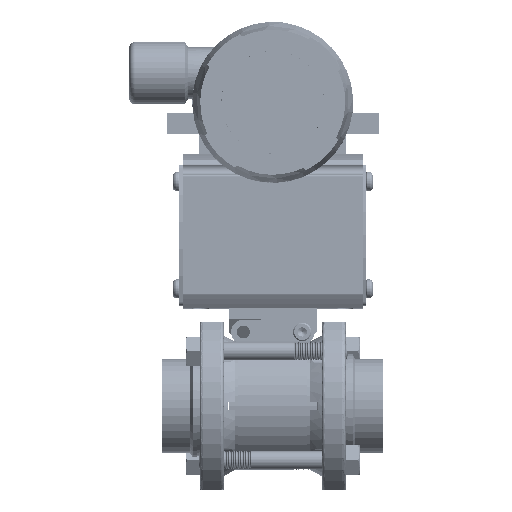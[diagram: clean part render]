
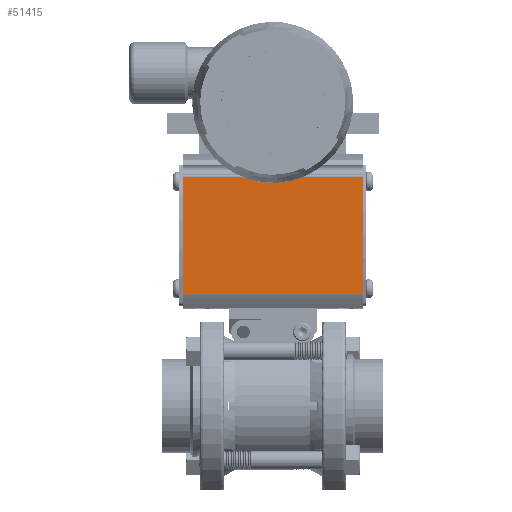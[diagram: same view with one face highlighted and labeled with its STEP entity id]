
A CAD part, top view. The second image highlights one B-rep face of the part: STEP entity #51415.
In plain terms, the highlighted planar face has unit normal (0, 0, 1).
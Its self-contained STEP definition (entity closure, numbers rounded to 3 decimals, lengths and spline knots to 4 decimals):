
#2775 = FACE_OUTER_BOUND ( 'NONE', #185908, .T. ) ;
#12709 = EDGE_CURVE ( 'NONE', #98028, #197495, #50946, .T. ) ;
#13505 = CARTESIAN_POINT ( 'NONE',  ( 1.5441, 3.7931, 3.281 ) ) ;
#24781 = EDGE_CURVE ( 'NONE', #98028, #47769, #105169, .T. ) ;
#28026 = LINE ( 'NONE', #127501, #149920 ) ;
#28827 = DIRECTION ( 'NONE',  ( 0., -1., 0. ) ) ;
#42917 = LINE ( 'NONE', #134539, #164749 ) ;
#47769 = VERTEX_POINT ( 'NONE', #102853 ) ;
#50946 = LINE ( 'NONE', #89194, #139119 ) ;
#51415 = ADVANCED_FACE ( 'NONE', ( #2775 ), #139242, .F. ) ;
#56584 = DIRECTION ( 'NONE',  ( 0., -1., 0. ) ) ;
#66311 = VECTOR ( 'NONE', #190463, 39.3701 ) ;
#89194 = CARTESIAN_POINT ( 'NONE',  ( -1.5109, 3.8004, 3.281 ) ) ;
#89233 = CARTESIAN_POINT ( 'NONE',  ( -5.0238, 3.8004, 3.281 ) ) ;
#98028 = VERTEX_POINT ( 'NONE', #142288 ) ;
#102853 = CARTESIAN_POINT ( 'NONE',  ( 1.5441, 1.7988, 3.281 ) ) ;
#105169 = LINE ( 'NONE', #124649, #66311 ) ;
#116191 = ORIENTED_EDGE ( 'NONE', *, *, #190801, .F. ) ;
#124649 = CARTESIAN_POINT ( 'NONE',  ( -5.0238, 1.7988, 3.281 ) ) ;
#127501 = CARTESIAN_POINT ( 'NONE',  ( 1.5441, 3.8004, 3.281 ) ) ;
#134539 = CARTESIAN_POINT ( 'NONE',  ( -5.0238, 3.7931, 3.281 ) ) ;
#135766 = ORIENTED_EDGE ( 'NONE', *, *, #187313, .T. ) ;
#139119 = VECTOR ( 'NONE', #188431, 39.3701 ) ;
#139242 = PLANE ( 'NONE',  #206151 ) ;
#142288 = CARTESIAN_POINT ( 'NONE',  ( -1.5109, 1.7988, 3.281 ) ) ;
#149920 = VECTOR ( 'NONE', #28827, 39.3701 ) ;
#151159 = DIRECTION ( 'NONE',  ( -1., 0., 0. ) ) ;
#155894 = DIRECTION ( 'NONE',  ( 0., 0., -1. ) ) ;
#163377 = ORIENTED_EDGE ( 'NONE', *, *, #24781, .T. ) ;
#164749 = VECTOR ( 'NONE', #151159, 39.3701 ) ;
#173683 = CARTESIAN_POINT ( 'NONE',  ( -1.5109, 3.7931, 3.281 ) ) ;
#185908 = EDGE_LOOP ( 'NONE', ( #116191, #135766, #210725, #163377 ) ) ;
#187313 = EDGE_CURVE ( 'NONE', #192016, #197495, #42917, .T. ) ;
#188431 = DIRECTION ( 'NONE',  ( 0., 1., 0. ) ) ;
#190463 = DIRECTION ( 'NONE',  ( 1., 0., 0. ) ) ;
#190801 = EDGE_CURVE ( 'NONE', #192016, #47769, #28026, .T. ) ;
#192016 = VERTEX_POINT ( 'NONE', #13505 ) ;
#197495 = VERTEX_POINT ( 'NONE', #173683 ) ;
#206151 = AXIS2_PLACEMENT_3D ( 'NONE', #89233, #155894, #56584 ) ;
#210725 = ORIENTED_EDGE ( 'NONE', *, *, #12709, .F. ) ;
